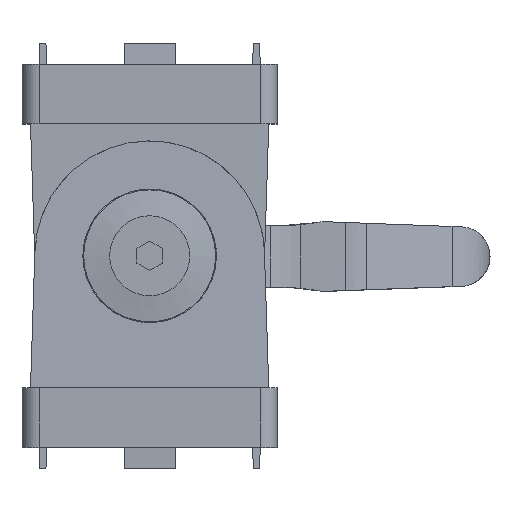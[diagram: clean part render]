
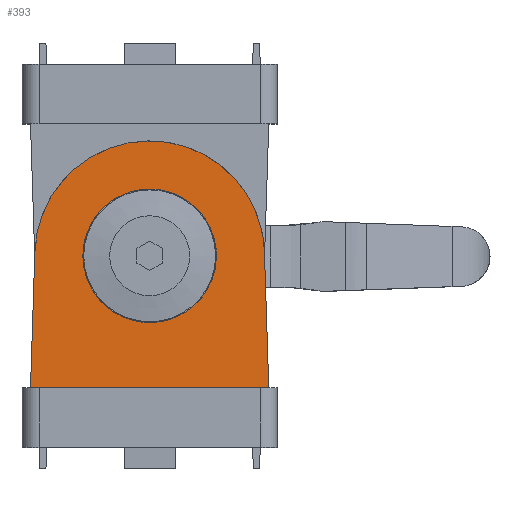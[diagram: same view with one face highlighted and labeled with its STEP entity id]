
A CAD part, top view. The second image highlights one B-rep face of the part: STEP entity #393.
In plain terms, the highlighted planar face has unit normal (0, 0.018, 1).
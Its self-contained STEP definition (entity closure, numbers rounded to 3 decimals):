
#393 = ADVANCED_FACE( '', ( #861, #862 ), #863, .F. );
#861 = FACE_BOUND( '', #1422, .T. );
#862 = FACE_OUTER_BOUND( '', #1423, .T. );
#863 = PLANE( '', #1424 );
#1422 = EDGE_LOOP( '', ( #2348 ) );
#1423 = EDGE_LOOP( '', ( #2349, #2350, #2351, #2352 ) );
#1424 = AXIS2_PLACEMENT_3D( '', #2353, #2354, #2355 );
#2348 = ORIENTED_EDGE( '', *, *, #3445, .F. );
#2349 = ORIENTED_EDGE( '', *, *, #3447, .F. );
#2350 = ORIENTED_EDGE( '', *, *, #3448, .F. );
#2351 = ORIENTED_EDGE( '', *, *, #3313, .F. );
#2352 = ORIENTED_EDGE( '', *, *, #3449, .T. );
#2353 = CARTESIAN_POINT( '', ( 15., 14.5, 13.476 ) );
#2354 = DIRECTION( '', ( 0., -0.017, -1. ) );
#2355 = DIRECTION( '', ( 0., 1., -0.017 ) );
#3313 = EDGE_CURVE( '', #3979, #3980, #3981, .T. );
#3445 = EDGE_CURVE( '', #4191, #4191, #4192, .F. );
#3447 = EDGE_CURVE( '', #4194, #4195, #4196, .T. );
#3448 = EDGE_CURVE( '', #3980, #4194, #4197, .T. );
#3449 = EDGE_CURVE( '', #3979, #4195, #4198, .F. );
#3979 = VERTEX_POINT( '', #4911 );
#3980 = VERTEX_POINT( '', #4912 );
#3981 = LINE( '', #4913, #4914 );
#4191 = VERTEX_POINT( '', #5293 );
#4192 = ELLIPSE( '', #5294, 7.851, 7.85 );
#4194 = VERTEX_POINT( '', #5296 );
#4195 = VERTEX_POINT( '', #5297 );
#4196 = LINE( '', #5298, #5299 );
#4197 = LINE( '', #5300, #5301 );
#4198 = ELLIPSE( '', #5302, 13.502, 13.5 );
#4911 = CARTESIAN_POINT( '', ( 13.493, 0.429, 13.722 ) );
#4912 = CARTESIAN_POINT( '', ( 14., -15.5, 14. ) );
#4913 = CARTESIAN_POINT( '', ( 13.047, 14.438, 13.477 ) );
#4914 = VECTOR( '', #5936, 1000. );
#5293 = CARTESIAN_POINT( '', ( 0., 7.85, 13.592 ) );
#5294 = AXIS2_PLACEMENT_3D( '', #6093, #6094, #6095 );
#5296 = CARTESIAN_POINT( '', ( -14., -15.5, 14. ) );
#5297 = CARTESIAN_POINT( '', ( -13.493, 0.429, 13.722 ) );
#5298 = CARTESIAN_POINT( '', ( -13.017, 15.391, 13.461 ) );
#5299 = VECTOR( '', #6096, 1000. );
#5300 = CARTESIAN_POINT( '', ( 15., -15.5, 14. ) );
#5301 = VECTOR( '', #6097, 1000. );
#5302 = AXIS2_PLACEMENT_3D( '', #6098, #6099, #6100 );
#5936 = DIRECTION( '', ( 0.032, -0.999, 0.017 ) );
#6093 = CARTESIAN_POINT( '', ( 0., 0., 13.729 ) );
#6094 = DIRECTION( '', ( 0., -0.017, -1. ) );
#6095 = DIRECTION( '', ( 0., 1., -0.017 ) );
#6096 = DIRECTION( '', ( 0.032, 0.999, -0.017 ) );
#6097 = DIRECTION( '', ( -1., 0., 0. ) );
#6098 = CARTESIAN_POINT( '', ( 0., 0., 13.729 ) );
#6099 = DIRECTION( '', ( 0., -0.017, -1. ) );
#6100 = DIRECTION( '', ( 0., 1., -0.017 ) );
